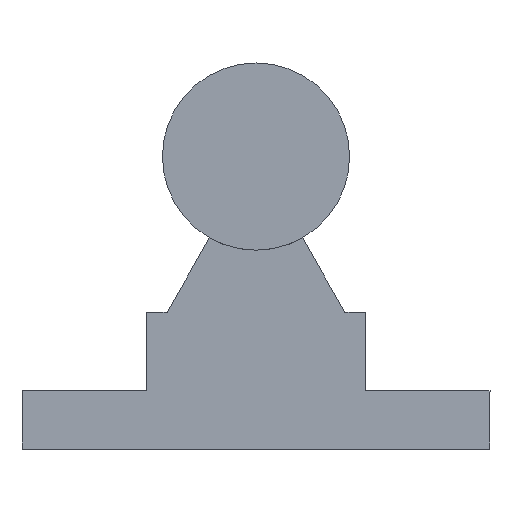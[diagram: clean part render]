
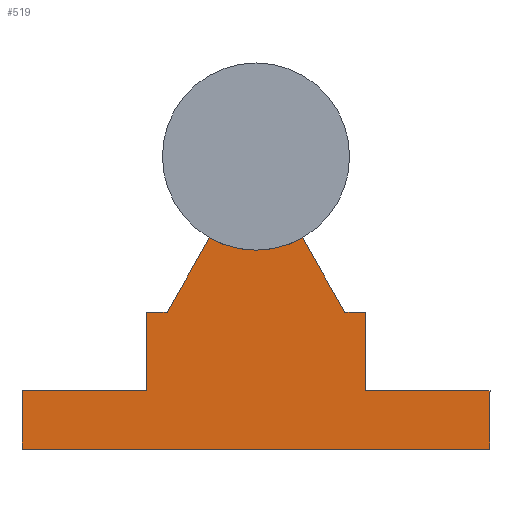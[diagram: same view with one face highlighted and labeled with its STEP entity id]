
A CAD part, front view. The second image highlights one B-rep face of the part: STEP entity #519.
In plain terms, the highlighted planar face has unit normal (0, -1, 0).
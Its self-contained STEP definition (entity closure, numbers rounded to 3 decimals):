
#41=PLANE('',#582);
#66=FACE_OUTER_BOUND('',#93,.T.);
#93=EDGE_LOOP('',(#399,#400,#401,#402,#403,#404,#405,#406,#407,#408,#409,
#410));
#140=LINE('',#822,#185);
#141=LINE('',#826,#186);
#142=LINE('',#828,#187);
#143=LINE('',#830,#188);
#144=LINE('',#832,#189);
#145=LINE('',#834,#190);
#146=LINE('',#836,#191);
#147=LINE('',#838,#192);
#148=LINE('',#840,#193);
#149=LINE('',#842,#194);
#150=LINE('',#843,#195);
#185=VECTOR('',#680,10.);
#186=VECTOR('',#683,10.);
#187=VECTOR('',#684,10.);
#188=VECTOR('',#685,10.);
#189=VECTOR('',#686,10.);
#190=VECTOR('',#687,10.);
#191=VECTOR('',#688,10.);
#192=VECTOR('',#689,10.);
#193=VECTOR('',#690,10.);
#194=VECTOR('',#691,10.);
#195=VECTOR('',#692,10.);
#240=CIRCLE('',#583,8.);
#264=VERTEX_POINT('',#820);
#265=VERTEX_POINT('',#821);
#266=VERTEX_POINT('',#823);
#267=VERTEX_POINT('',#825);
#268=VERTEX_POINT('',#827);
#269=VERTEX_POINT('',#829);
#270=VERTEX_POINT('',#831);
#271=VERTEX_POINT('',#833);
#272=VERTEX_POINT('',#835);
#273=VERTEX_POINT('',#837);
#274=VERTEX_POINT('',#839);
#275=VERTEX_POINT('',#841);
#320=EDGE_CURVE('',#264,#265,#140,.T.);
#321=EDGE_CURVE('',#265,#266,#240,.T.);
#322=EDGE_CURVE('',#266,#267,#141,.T.);
#323=EDGE_CURVE('',#267,#268,#142,.T.);
#324=EDGE_CURVE('',#268,#269,#143,.T.);
#325=EDGE_CURVE('',#269,#270,#144,.T.);
#326=EDGE_CURVE('',#270,#271,#145,.T.);
#327=EDGE_CURVE('',#271,#272,#146,.T.);
#328=EDGE_CURVE('',#272,#273,#147,.T.);
#329=EDGE_CURVE('',#273,#274,#148,.T.);
#330=EDGE_CURVE('',#274,#275,#149,.T.);
#331=EDGE_CURVE('',#275,#264,#150,.T.);
#399=ORIENTED_EDGE('',*,*,#320,.T.);
#400=ORIENTED_EDGE('',*,*,#321,.T.);
#401=ORIENTED_EDGE('',*,*,#322,.T.);
#402=ORIENTED_EDGE('',*,*,#323,.T.);
#403=ORIENTED_EDGE('',*,*,#324,.T.);
#404=ORIENTED_EDGE('',*,*,#325,.T.);
#405=ORIENTED_EDGE('',*,*,#326,.T.);
#406=ORIENTED_EDGE('',*,*,#327,.T.);
#407=ORIENTED_EDGE('',*,*,#328,.T.);
#408=ORIENTED_EDGE('',*,*,#329,.T.);
#409=ORIENTED_EDGE('',*,*,#330,.T.);
#410=ORIENTED_EDGE('',*,*,#331,.T.);
#519=ADVANCED_FACE('',(#66),#41,.F.);
#582=AXIS2_PLACEMENT_3D('',#819,#678,#679);
#583=AXIS2_PLACEMENT_3D('',#824,#681,#682);
#678=DIRECTION('center_axis',(0.,1.,0.));
#679=DIRECTION('ref_axis',(1.,0.,0.));
#680=DIRECTION('',(-0.496,0.,0.868));
#681=DIRECTION('center_axis',(0.,1.,0.));
#682=DIRECTION('ref_axis',(0.496,0.,-0.868));
#683=DIRECTION('',(-0.496,0.,-0.868));
#684=DIRECTION('',(-1.,0.,0.));
#685=DIRECTION('',(0.,0.,-1.));
#686=DIRECTION('',(-1.,0.,0.));
#687=DIRECTION('',(0.,0.,-1.));
#688=DIRECTION('',(1.,0.,0.));
#689=DIRECTION('',(0.,0.,1.));
#690=DIRECTION('',(-1.,0.,0.));
#691=DIRECTION('',(0.,0.,1.));
#692=DIRECTION('',(-1.,0.,0.));
#819=CARTESIAN_POINT('Origin',(0.,-375.,9.027));
#820=CARTESIAN_POINT('',(7.6,-375.,11.7));
#821=CARTESIAN_POINT('',(3.969,-375.,18.054));
#822=CARTESIAN_POINT('',(7.6,-375.,11.7));
#823=CARTESIAN_POINT('',(-3.969,-375.,18.054));
#824=CARTESIAN_POINT('Origin',(0.,-375.,25.));
#825=CARTESIAN_POINT('',(-7.6,-375.,11.7));
#826=CARTESIAN_POINT('',(-3.969,-375.,18.054));
#827=CARTESIAN_POINT('',(-9.35,-375.,11.7));
#828=CARTESIAN_POINT('',(-7.6,-375.,11.7));
#829=CARTESIAN_POINT('',(-9.35,-375.,5.));
#830=CARTESIAN_POINT('',(-9.35,-375.,11.7));
#831=CARTESIAN_POINT('',(-20.,-375.,5.));
#832=CARTESIAN_POINT('',(-9.35,-375.,5.));
#833=CARTESIAN_POINT('',(-20.,-375.,0.));
#834=CARTESIAN_POINT('',(-20.,-375.,5.));
#835=CARTESIAN_POINT('',(20.,-375.,0.));
#836=CARTESIAN_POINT('',(-20.,-375.,0.));
#837=CARTESIAN_POINT('',(20.,-375.,5.));
#838=CARTESIAN_POINT('',(20.,-375.,0.));
#839=CARTESIAN_POINT('',(9.35,-375.,5.));
#840=CARTESIAN_POINT('',(20.,-375.,5.));
#841=CARTESIAN_POINT('',(9.35,-375.,11.7));
#842=CARTESIAN_POINT('',(9.35,-375.,5.));
#843=CARTESIAN_POINT('',(9.35,-375.,11.7));
